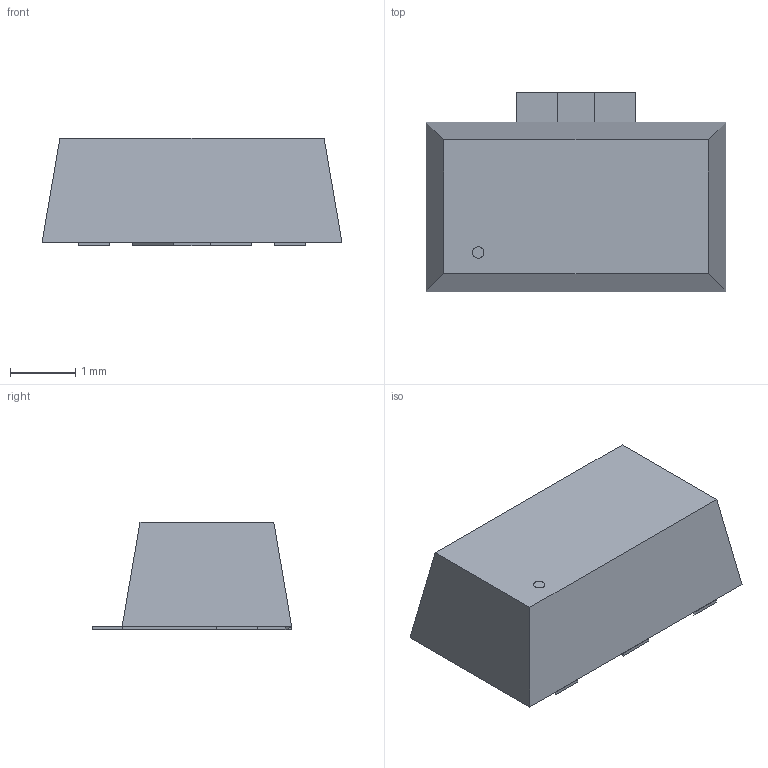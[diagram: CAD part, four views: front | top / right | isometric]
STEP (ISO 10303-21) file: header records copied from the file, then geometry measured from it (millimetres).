
FILE_DESCRIPTION(('STEP AP214'),'1');
FILE_NAME('SOT-89_3MC','2020-01-23T01:07:42',(''),(''),'','','');
FILE_SCHEMA(('AUTOMOTIVE_DESIGN'));
Length unit declared in the file: millimetre
Products named in the file (1): product
Bounding box: 4.6 x 3.06 x 1.65 mm (x, y, z)
Volume: 16.4 mm3; surface area: 56.6 mm2
Topology: 10 solids, 12 shells, 63 faces, 111 edges, 70 vertices
Faces by surface type: plane 62, cylinder 1
Full cylindrical faces by diameter (mm): 0.173 x1
Entity records: 1490 total; most frequent: ORIENTED_EDGE 248, DIRECTION 242, CARTESIAN_POINT 141, EDGE_CURVE 110, LINE 108, VECTOR 108, VERTEX_POINT 74, AXIS2_PLACEMENT_3D 67
